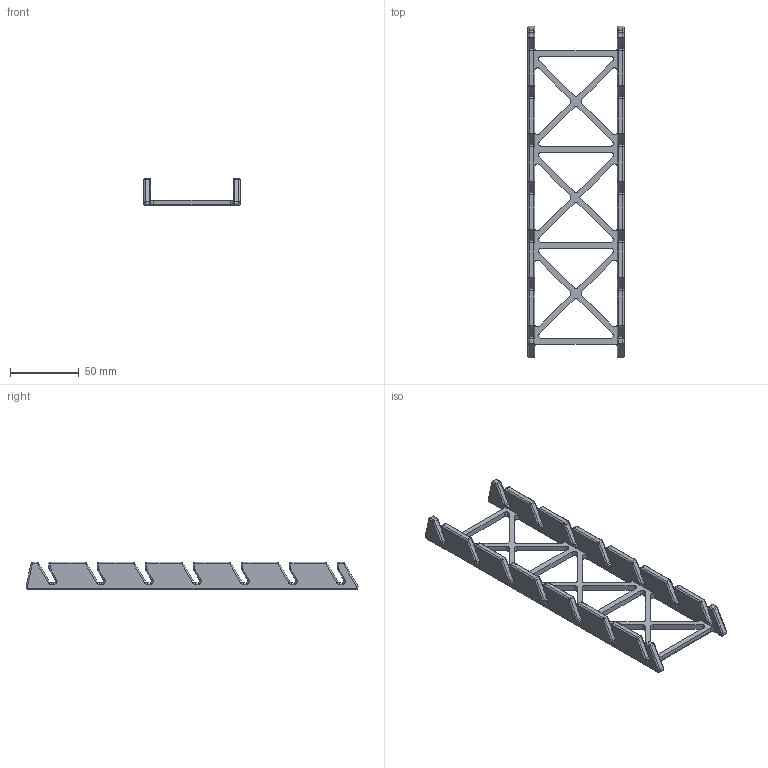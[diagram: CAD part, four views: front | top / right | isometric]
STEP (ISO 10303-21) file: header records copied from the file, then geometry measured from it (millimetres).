
FILE_DESCRIPTION(/* description */ ('STEP AP242','CAx-IF Rec.Pracs.---Representation and Presentation of Product Manufacturing Information (PMI)---4.0---2014-10-13','CAx-IF Rec.Pracs.---3D Tessellated Geometry---0.4---2014-09-14','2;1'),/* implementation_level */ '2;1');
FILE_NAME(/* name */ '67eb55be0956436e76b342a6',/* time_stamp */ '2025-04-01T02:55:58Z',/* author */ (''),/* organization */ (''),/* preprocessor_version */ 'ST-DEVELOPER v20',/* originating_system */ 'ONSHAPE BY PTC INC, 1.195',/* authorisation */ ' ');
FILE_SCHEMA (('AP242_MANAGED_MODEL_BASED_3D_ENGINEERING_MIM_LF { 1 0 10303 442 1 1 4 }'));
Length unit declared in the file: metre
Products named in the file (1): Part 1
Bounding box: 70 x 241.83 x 20 mm (x, y, z)
Volume: 53360.5 mm3; surface area: 33690.3 mm2
Topology: 1 solids, 1 shells, 559 faces, 1365 edges, 802 vertices
Faces by surface type: cylinder 277, torus 160, plane 122
Entity records: 16411 total; most frequent: DIRECTION 3199, ORIENTED_EDGE 2730, CARTESIAN_POINT 2727, EDGE_CURVE 1365, AXIS2_PLACEMENT_3D 1274, VERTEX_POINT 802, CIRCLE 714, LINE 651
